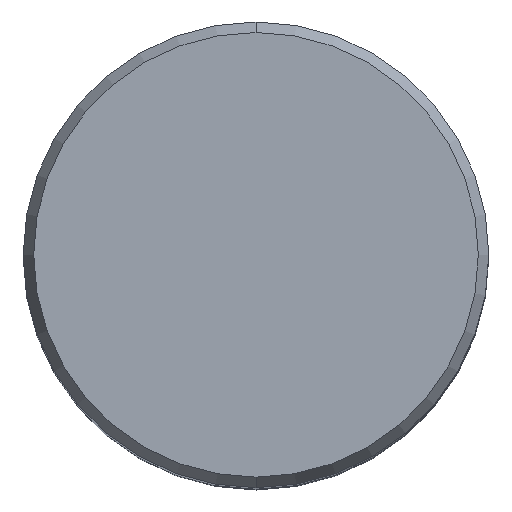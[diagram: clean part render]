
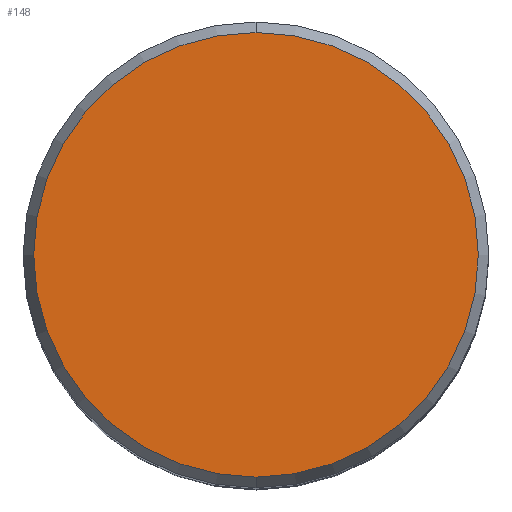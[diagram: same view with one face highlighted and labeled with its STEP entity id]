
A CAD part, top view. The second image highlights one B-rep face of the part: STEP entity #148.
In plain terms, the highlighted planar face has unit normal (0, 0, 1).
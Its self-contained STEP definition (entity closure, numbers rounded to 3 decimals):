
#98=EDGE_CURVE('',#166,#100,#220,.T.);
#100=VERTEX_POINT('',#222);
#120=EDGE_CURVE('',#100,#166,#246,.T.);
#148=ADVANCED_FACE('',(#279),#280,.T.);
#166=VERTEX_POINT('',#299);
#220=CIRCLE('',#353,24.255);
#222=CARTESIAN_POINT('',(0.,-24.255,0.01));
#246=CIRCLE('',#382,24.255);
#279=FACE_OUTER_BOUND('',#419,.T.);
#280=PLANE('',#420);
#299=CARTESIAN_POINT('',(0.0,24.255,0.01));
#353=AXIS2_PLACEMENT_3D('',#496,#497,#498);
#382=AXIS2_PLACEMENT_3D('',#529,#530,#531);
#419=EDGE_LOOP('',(#578,#579));
#420=AXIS2_PLACEMENT_3D('',#580,#581,#582);
#496=CARTESIAN_POINT('',(0.0,0.0,0.01));
#497=DIRECTION('',(0.0,0.0,-1.0));
#498=DIRECTION('',(0.0,1.0,0.0));
#529=CARTESIAN_POINT('',(0.0,0.0,0.01));
#530=DIRECTION('',(0.0,0.0,-1.0));
#531=DIRECTION('',(0.0,1.0,0.0));
#578=ORIENTED_EDGE('',*,*,#98,.F.);
#579=ORIENTED_EDGE('',*,*,#120,.F.);
#580=CARTESIAN_POINT('',(0.0,12.127,0.01));
#581=DIRECTION('',(-0.0,0.0,1.0));
#582=DIRECTION('',(0.0,-1.0,0.0));
